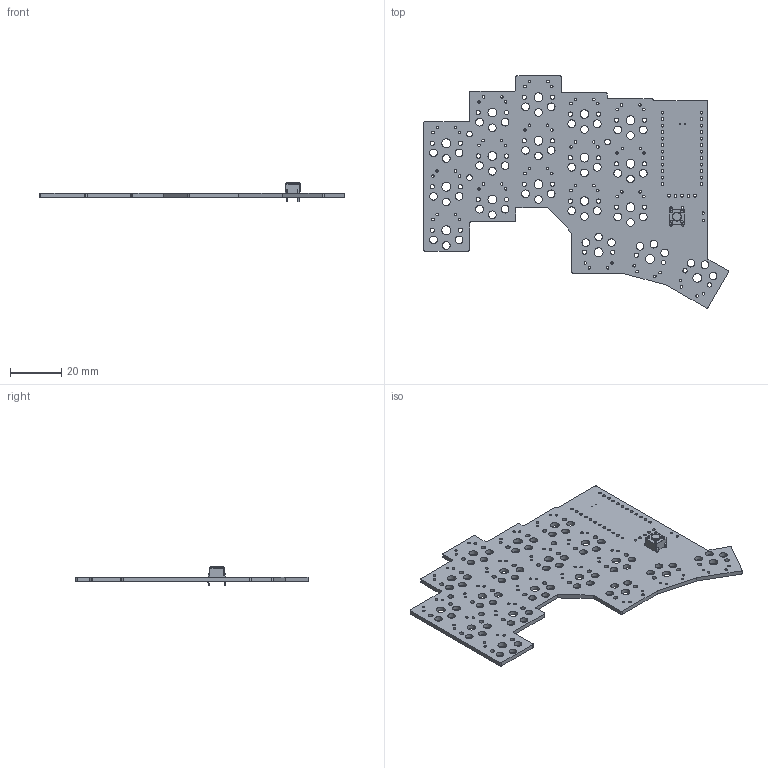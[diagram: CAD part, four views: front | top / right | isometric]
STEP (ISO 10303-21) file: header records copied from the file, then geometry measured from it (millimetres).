
FILE_DESCRIPTION(('KiCad electronic assembly'),'2;1');
FILE_NAME('CustomTemper.step','2024-07-28T12:14:40',('Pcbnew'),('Kicad') ,'Open CASCADE STEP processor 7.8','KiCad to STEP converter','Unknown' );
FILE_SCHEMA(('AUTOMOTIVE_DESIGN { 1 0 10303 214 1 1 1 1 }'));
Length unit declared in the file: millimetre
Products named in the file (4): CustomTemper 1; SW_PUSH_6mm; CustomTemper_PCB
Assembly tree (3 placements, depth 3):
  CustomTemper 1
    SW_PUSH_6mm
      SW_PUSH_6mm
    CustomTemper_PCB
Bounding box: 119.21 x 90.8 x 7.8 mm (x, y, z)
Volume: 9993.3 mm3; surface area: 15217.3 mm2
Topology: 2 solids, 2 shells, 375 faces, 1081 edges, 715 vertices
Faces by surface type: cylinder 281, plane 93, torus 1
Full cylindrical faces by diameter (mm): 0.305 x2, 0.9 x2, 0.991 x36, 1 x40, 1.1 x33, 1.702 x36, 2.2 x3, 3 x54, 3.429 x18, 3.5 x1
Entity records: 14268 total; most frequent: DIRECTION 2399, CARTESIAN_POINT 2175, ORIENTED_EDGE 2162, EDGE_CURVE 1081, AXIS2_PLACEMENT_3D 939, FACE_BOUND 820, EDGE_LOOP 820, VERTEX_POINT 715
